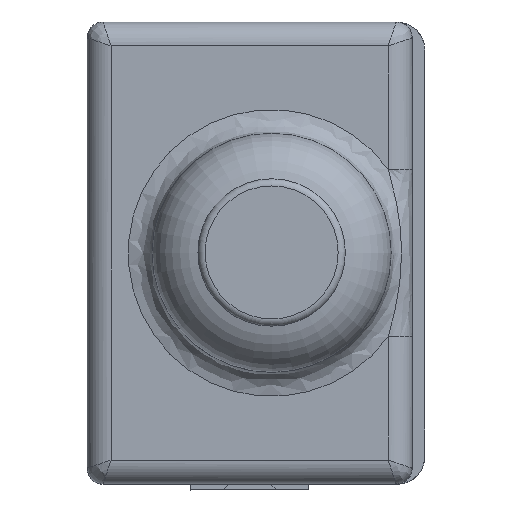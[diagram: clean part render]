
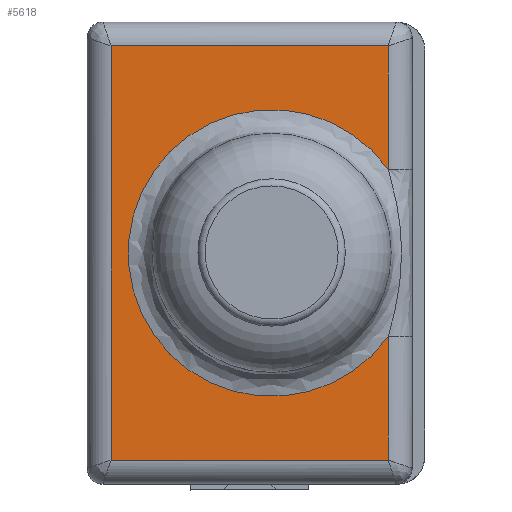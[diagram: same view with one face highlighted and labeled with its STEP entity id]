
A CAD part, top view. The second image highlights one B-rep face of the part: STEP entity #5618.
In plain terms, the highlighted planar face has unit normal (0, 0, 1).
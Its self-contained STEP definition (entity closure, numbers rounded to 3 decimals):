
#474=PLANE('',#6135);
#981=LINE('',#11839,#1513);
#982=LINE('',#11843,#1514);
#983=LINE('',#11845,#1515);
#984=LINE('',#11847,#1516);
#985=LINE('',#11848,#1517);
#1513=VECTOR('',#7475,1.5);
#1514=VECTOR('',#7478,10.);
#1515=VECTOR('',#7479,10.);
#1516=VECTOR('',#7480,10.);
#1517=VECTOR('',#7481,10.);
#1899=FACE_OUTER_BOUND('',#2256,.T.);
#2256=EDGE_LOOP('',(#5132,#5133,#5134,#5135,#5136,#5137));
#2434=CIRCLE('',#6136,9.);
#2922=VERTEX_POINT('',#11837);
#2923=VERTEX_POINT('',#11838);
#2924=VERTEX_POINT('',#11840);
#2925=VERTEX_POINT('',#11842);
#2926=VERTEX_POINT('',#11844);
#2927=VERTEX_POINT('',#11846);
#3673=EDGE_CURVE('',#2922,#2923,#981,.T.);
#3674=EDGE_CURVE('',#2924,#2923,#2434,.T.);
#3675=EDGE_CURVE('',#2925,#2924,#982,.T.);
#3676=EDGE_CURVE('',#2926,#2925,#983,.T.);
#3677=EDGE_CURVE('',#2927,#2926,#984,.T.);
#3678=EDGE_CURVE('',#2922,#2927,#985,.T.);
#5132=ORIENTED_EDGE('',*,*,#3673,.T.);
#5133=ORIENTED_EDGE('',*,*,#3674,.F.);
#5134=ORIENTED_EDGE('',*,*,#3675,.F.);
#5135=ORIENTED_EDGE('',*,*,#3676,.F.);
#5136=ORIENTED_EDGE('',*,*,#3677,.F.);
#5137=ORIENTED_EDGE('',*,*,#3678,.F.);
#5618=ADVANCED_FACE('',(#1899),#474,.T.);
#6135=AXIS2_PLACEMENT_3D('',#11836,#7473,#7474);
#6136=AXIS2_PLACEMENT_3D('',#11841,#7476,#7477);
#7473=DIRECTION('center_axis',(0.,0.,
1.));
#7474=DIRECTION('ref_axis',(1.,0.,0.));
#7475=DIRECTION('',(0.,-1.,0.));
#7476=DIRECTION('center_axis',(0.,0.,
1.));
#7477=DIRECTION('ref_axis',(1.,0.,0.));
#7478=DIRECTION('',(0.,1.,0.));
#7479=DIRECTION('',(-1.,0.,0.));
#7480=DIRECTION('',(0.,-1.,0.));
#7481=DIRECTION('',(1.,0.,0.));
#11836=CARTESIAN_POINT('Origin',(-14.023,14.169,3.546));
#11837=CARTESIAN_POINT('',(-21.317,27.169,3.546));
#11838=CARTESIAN_POINT('',(-21.317,19.409,3.546));
#11839=CARTESIAN_POINT('',(-21.317,13.669,3.546));
#11840=CARTESIAN_POINT('',(-21.317,8.929,3.546));
#11841=CARTESIAN_POINT('Origin',(-14.,14.169,3.546));
#11842=CARTESIAN_POINT('',(-21.317,1.169,3.546));
#11843=CARTESIAN_POINT('',(-21.317,13.669,3.546));
#11844=CARTESIAN_POINT('',(-3.917,1.169,3.546));
#11845=CARTESIAN_POINT('',(-8.262,1.169,3.546));
#11846=CARTESIAN_POINT('',(-3.917,27.169,3.546));
#11847=CARTESIAN_POINT('',(-3.917,18.919,3.546));
#11848=CARTESIAN_POINT('',(-17.762,27.169,3.546));
